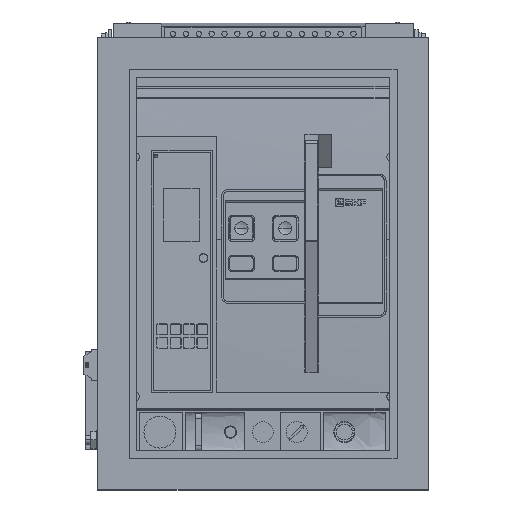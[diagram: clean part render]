
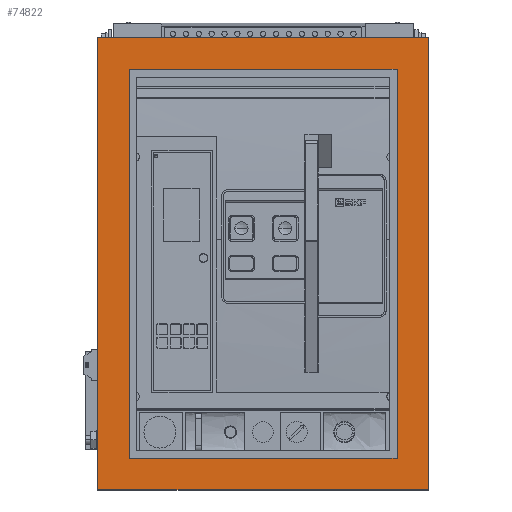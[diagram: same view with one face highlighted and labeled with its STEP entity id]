
A CAD part, top view. The second image highlights one B-rep face of the part: STEP entity #74822.
In plain terms, the highlighted planar face has unit normal (0, 0, 1).
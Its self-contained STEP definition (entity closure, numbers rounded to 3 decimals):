
#53 = EDGE_CURVE ( 'NONE', #40127, #119756, #34517, .T. ) ;
#3049 = CARTESIAN_POINT ( 'NONE',  ( -110., 279., 31.2 ) ) ;
#6247 = CARTESIAN_POINT ( 'NONE',  ( 110., -41., 31.2 ) ) ;
#7061 = DIRECTION ( 'NONE',  ( -1., 0., 0. ) ) ;
#7589 = CARTESIAN_POINT ( 'NONE',  ( 135.9, -66.9, 31.2 ) ) ;
#9760 = CARTESIAN_POINT ( 'NONE',  ( -135.9, -66.9, 31.2 ) ) ;
#10400 = VERTEX_POINT ( 'NONE', #102479 ) ;
#10610 = VECTOR ( 'NONE', #118265, 1000. ) ;
#18884 = VECTOR ( 'NONE', #42129, 1000. ) ;
#19528 = EDGE_CURVE ( 'NONE', #132274, #65601, #54719, .T. ) ;
#23770 = VECTOR ( 'NONE', #76620, 1000. ) ;
#24099 = ORIENTED_EDGE ( 'NONE', *, *, #81374, .F. ) ;
#24153 = CARTESIAN_POINT ( 'NONE',  ( 135.9, -66.9, 31.2 ) ) ;
#24155 = VECTOR ( 'NONE', #44538, 1000. ) ;
#25428 = ORIENTED_EDGE ( 'NONE', *, *, #19528, .T. ) ;
#26628 = ORIENTED_EDGE ( 'NONE', *, *, #53, .F. ) ;
#29125 = CARTESIAN_POINT ( 'NONE',  ( -110., -41., 31.2 ) ) ;
#33253 = EDGE_LOOP ( 'NONE', ( #59648, #25428, #87166, #85195 ) ) ;
#33295 = VECTOR ( 'NONE', #124599, 1000. ) ;
#34348 = EDGE_CURVE ( 'NONE', #107803, #40127, #114018, .T. ) ;
#34517 = LINE ( 'NONE', #55536, #67247 ) ;
#34805 = DIRECTION ( 'NONE',  ( 0., 0., 1. ) ) ;
#35527 = CARTESIAN_POINT ( 'NONE',  ( -135.9, 304.9, 31.2 ) ) ;
#40127 = VERTEX_POINT ( 'NONE', #6247 ) ;
#42129 = DIRECTION ( 'NONE',  ( 1., 0., 0. ) ) ;
#44538 = DIRECTION ( 'NONE',  ( 0., 1., 0. ) ) ;
#47028 = ORIENTED_EDGE ( 'NONE', *, *, #122280, .F. ) ;
#49822 = DIRECTION ( 'NONE',  ( 1., 0., 0. ) ) ;
#53155 = FACE_OUTER_BOUND ( 'NONE', #33253, .T. ) ;
#54492 = DIRECTION ( 'NONE',  ( 1., 0., 0. ) ) ;
#54719 = LINE ( 'NONE', #24153, #24155 ) ;
#55536 = CARTESIAN_POINT ( 'NONE',  ( 110., -41., 31.2 ) ) ;
#59648 = ORIENTED_EDGE ( 'NONE', *, *, #103912, .T. ) ;
#65601 = VERTEX_POINT ( 'NONE', #98925 ) ;
#67247 = VECTOR ( 'NONE', #73900, 1000. ) ;
#68657 = CARTESIAN_POINT ( 'NONE',  ( -135.9, 304.9, 31.2 ) ) ;
#73900 = DIRECTION ( 'NONE',  ( 0., 1., 0. ) ) ;
#74822 = ADVANCED_FACE ( 'NONE', ( #53155, #94537 ), #106033, .T. ) ;
#75019 = VERTEX_POINT ( 'NONE', #68657 ) ;
#75270 = LINE ( 'NONE', #117329, #23770 ) ;
#76620 = DIRECTION ( 'NONE',  ( 0., -1., 0. ) ) ;
#78188 = CARTESIAN_POINT ( 'NONE',  ( 110., 279., 31.2 ) ) ;
#80992 = CARTESIAN_POINT ( 'NONE',  ( -110., 279., 31.2 ) ) ;
#81374 = EDGE_CURVE ( 'NONE', #119756, #128835, #110180, .T. ) ;
#82525 = LINE ( 'NONE', #113749, #33295 ) ;
#85195 = ORIENTED_EDGE ( 'NONE', *, *, #109516, .T. ) ;
#85756 = EDGE_LOOP ( 'NONE', ( #24099, #26628, #134274, #47028 ) ) ;
#87166 = ORIENTED_EDGE ( 'NONE', *, *, #121353, .T. ) ;
#92989 = CARTESIAN_POINT ( 'NONE',  ( -110., -41., 31.2 ) ) ;
#93997 = AXIS2_PLACEMENT_3D ( 'NONE', #106700, #34805, #54492 ) ;
#94537 = FACE_BOUND ( 'NONE', #85756, .T. ) ;
#98925 = CARTESIAN_POINT ( 'NONE',  ( 135.9, 304.9, 31.2 ) ) ;
#102479 = CARTESIAN_POINT ( 'NONE',  ( -135.9, -66.9, 31.2 ) ) ;
#103912 = EDGE_CURVE ( 'NONE', #10400, #132274, #121745, .T. ) ;
#106033 = PLANE ( 'NONE',  #93997 ) ;
#106700 = CARTESIAN_POINT ( 'NONE',  ( 0., 0., 31.2 ) ) ;
#107803 = VERTEX_POINT ( 'NONE', #29125 ) ;
#109516 = EDGE_CURVE ( 'NONE', #75019, #10400, #82525, .T. ) ;
#110180 = LINE ( 'NONE', #80992, #131829 ) ;
#113749 = CARTESIAN_POINT ( 'NONE',  ( -135.9, -66.9, 31.2 ) ) ;
#114018 = LINE ( 'NONE', #92989, #18884 ) ;
#117329 = CARTESIAN_POINT ( 'NONE',  ( -110., -41., 31.2 ) ) ;
#118265 = DIRECTION ( 'NONE',  ( -1., 0., 0. ) ) ;
#118946 = LINE ( 'NONE', #35527, #10610 ) ;
#119756 = VERTEX_POINT ( 'NONE', #78188 ) ;
#121353 = EDGE_CURVE ( 'NONE', #65601, #75019, #118946, .T. ) ;
#121745 = LINE ( 'NONE', #9760, #125597 ) ;
#122280 = EDGE_CURVE ( 'NONE', #128835, #107803, #75270, .T. ) ;
#124599 = DIRECTION ( 'NONE',  ( 0., -1., 0. ) ) ;
#125597 = VECTOR ( 'NONE', #49822, 1000. ) ;
#128835 = VERTEX_POINT ( 'NONE', #3049 ) ;
#131829 = VECTOR ( 'NONE', #7061, 1000. ) ;
#132274 = VERTEX_POINT ( 'NONE', #7589 ) ;
#134274 = ORIENTED_EDGE ( 'NONE', *, *, #34348, .F. ) ;
